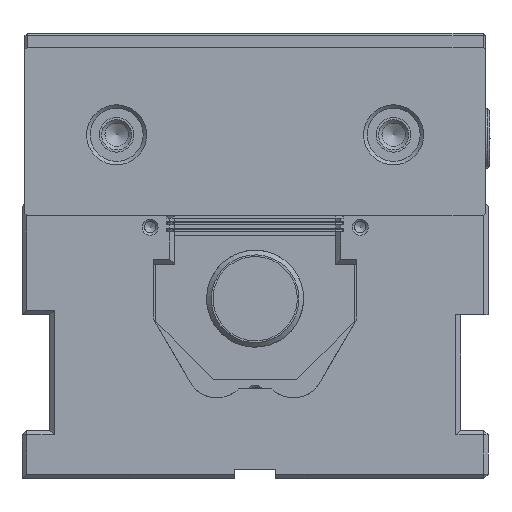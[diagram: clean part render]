
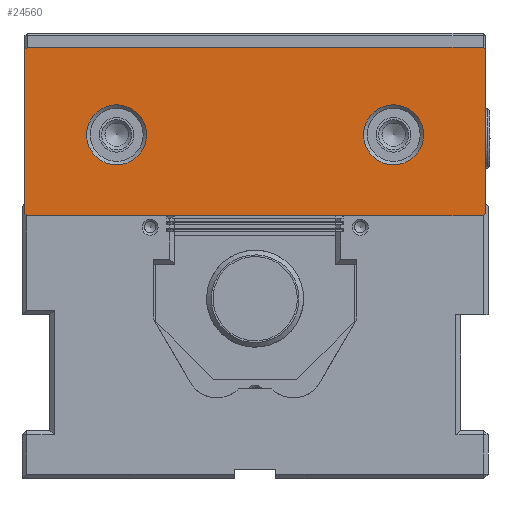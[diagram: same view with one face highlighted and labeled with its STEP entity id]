
A CAD part, front view. The second image highlights one B-rep face of the part: STEP entity #24560.
In plain terms, the highlighted planar face has unit normal (0, -1, 0).
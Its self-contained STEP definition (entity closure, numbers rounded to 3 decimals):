
#1815=FACE_BOUND($,#6078,.T.);
#1816=FACE_BOUND($,#6079,.T.);
#2709=CIRCLE($,#26931,13.);
#2710=CIRCLE($,#26933,13.);
#4083=FACE_OUTER_BOUND($,#6077,.T.);
#6077=EDGE_LOOP($,(#20816,#20817,#20818,#20819,#20820,#20821,#20822,#20823));
#6078=EDGE_LOOP($,(#20824));
#6079=EDGE_LOOP($,(#20825));
#8154=LINE($,#42121,#10128);
#8160=LINE($,#42134,#10134);
#8166=LINE($,#42147,#10140);
#8174=LINE($,#42163,#10148);
#8183=LINE($,#42176,#10157);
#8184=LINE($,#42178,#10158);
#8185=LINE($,#42202,#10159);
#8186=LINE($,#42203,#10160);
#10128=VECTOR($,#32805,1.414);
#10134=VECTOR($,#32815,1.414);
#10140=VECTOR($,#32825,1.414);
#10148=VECTOR($,#32839,1.414);
#10157=VECTOR($,#32856,71.);
#10158=VECTOR($,#32859,197.5);
#10159=VECTOR($,#32890,71.);
#10160=VECTOR($,#32891,197.5);
#12261=VERTEX_POINT($,#42119);
#12262=VERTEX_POINT($,#42120);
#12266=VERTEX_POINT($,#42132);
#12267=VERTEX_POINT($,#42133);
#12271=VERTEX_POINT($,#42145);
#12272=VERTEX_POINT($,#42146);
#12276=VERTEX_POINT($,#42161);
#12277=VERTEX_POINT($,#42162);
#12285=VERTEX_POINT($,#42199);
#12286=VERTEX_POINT($,#42204);
#15217=EDGE_CURVE($,#12261,#12262,#8154,.T.);
#15223=EDGE_CURVE($,#12266,#12267,#8160,.T.);
#15229=EDGE_CURVE($,#12271,#12272,#8166,.T.);
#15237=EDGE_CURVE($,#12276,#12277,#8174,.T.);
#15246=EDGE_CURVE($,#12272,#12261,#8183,.T.);
#15247=EDGE_CURVE($,#12277,#12271,#8184,.T.);
#15255=EDGE_CURVE($,#12285,#12285,#2709,.T.);
#15256=EDGE_CURVE($,#12267,#12276,#8185,.T.);
#15257=EDGE_CURVE($,#12262,#12266,#8186,.T.);
#15258=EDGE_CURVE($,#12286,#12286,#2710,.T.);
#20816=ORIENTED_EDGE($,*,*,#15217,.F.);
#20817=ORIENTED_EDGE($,*,*,#15246,.F.);
#20818=ORIENTED_EDGE($,*,*,#15229,.F.);
#20819=ORIENTED_EDGE($,*,*,#15247,.F.);
#20820=ORIENTED_EDGE($,*,*,#15237,.F.);
#20821=ORIENTED_EDGE($,*,*,#15256,.F.);
#20822=ORIENTED_EDGE($,*,*,#15223,.F.);
#20823=ORIENTED_EDGE($,*,*,#15257,.F.);
#20824=ORIENTED_EDGE($,*,*,#15258,.F.);
#20825=ORIENTED_EDGE($,*,*,#15255,.F.);
#23189=PLANE($,#26932);
#24560=ADVANCED_FACE($,(#4083,#1815,#1816),#23189,.T.);
#26931=AXIS2_PLACEMENT_3D($,#42200,#32886,#32887);
#26932=AXIS2_PLACEMENT_3D($,#42201,#32888,#32889);
#26933=AXIS2_PLACEMENT_3D($,#42205,#32892,#32893);
#32805=DIRECTION($,(-0.707,0.,-0.707));
#32815=DIRECTION($,(-0.707,0.,0.707));
#32825=DIRECTION($,(0.707,0.,-0.707));
#32839=DIRECTION($,(0.707,0.,0.707));
#32856=DIRECTION($,(0.,0.,-1.));
#32859=DIRECTION($,(1.,0.,0.));
#32886=DIRECTION('center_axis',(0.,-1.,0.));
#32887=DIRECTION('ref_axis',(0.814,0.,-0.581));
#32888=DIRECTION('center_axis',(0.,-1.,0.));
#32889=DIRECTION('ref_axis',(0.,0.,-1.));
#32890=DIRECTION($,(0.,0.,1.));
#32891=DIRECTION($,(-1.,0.,0.));
#32892=DIRECTION('center_axis',(0.,-1.,0.));
#32893=DIRECTION('ref_axis',(0.814,0.,-0.581));
#42119=CARTESIAN_POINT('',(99.75,-10.,-35.5));
#42120=CARTESIAN_POINT('',(98.75,-10.,-36.5));
#42121=CARTESIAN_POINT($,(99.75,-10.,-35.5));
#42132=CARTESIAN_POINT('',(-98.75,-10.,-36.5));
#42133=CARTESIAN_POINT('',(-99.75,-10.,-35.5));
#42134=CARTESIAN_POINT($,(-98.75,-10.,-36.5));
#42145=CARTESIAN_POINT('',(98.75,-10.,36.5));
#42146=CARTESIAN_POINT('',(99.75,-10.,35.5));
#42147=CARTESIAN_POINT($,(98.75,-10.,36.5));
#42161=CARTESIAN_POINT('',(-99.75,-10.,35.5));
#42162=CARTESIAN_POINT('',(-98.75,-10.,36.5));
#42163=CARTESIAN_POINT($,(-99.75,-10.,35.5));
#42176=CARTESIAN_POINT($,(99.75,-10.,35.5));
#42178=CARTESIAN_POINT($,(-98.75,-10.,36.5));
#42199=CARTESIAN_POINT('',(73.,-10.,-1.5));
#42200=CARTESIAN_POINT('Origin',(60.,-10.,-1.5));
#42201=CARTESIAN_POINT('Origin',(-99.75,-10.,0.));
#42202=CARTESIAN_POINT($,(-99.75,-10.,-35.5));
#42203=CARTESIAN_POINT($,(98.75,-10.,-36.5));
#42204=CARTESIAN_POINT('',(-47.,-10.,-1.5));
#42205=CARTESIAN_POINT('Origin',(-60.,-10.,-1.5));
